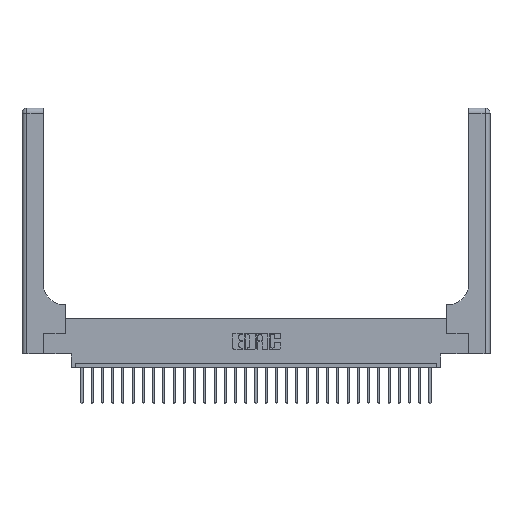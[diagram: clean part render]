
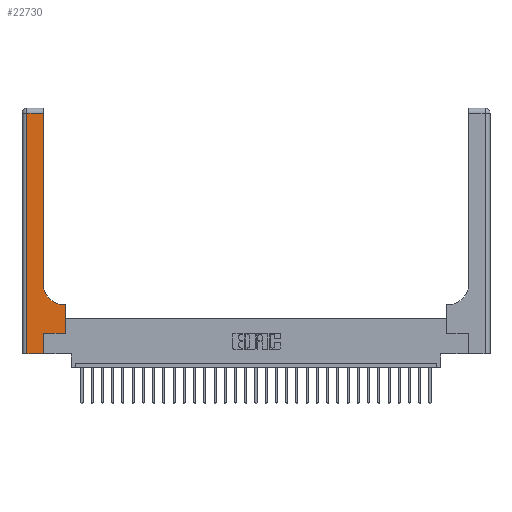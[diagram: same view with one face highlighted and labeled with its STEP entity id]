
A CAD part, top view. The second image highlights one B-rep face of the part: STEP entity #22730.
In plain terms, the highlighted planar face has unit normal (0, 0, 1).
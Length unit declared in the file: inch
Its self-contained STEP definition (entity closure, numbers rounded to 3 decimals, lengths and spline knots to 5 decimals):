
#122 = EDGE_CURVE ( 'NONE', #3031, #2402, #27943, .T. ) ;
#258 = ORIENTED_EDGE ( 'NONE', *, *, #122, .T. ) ;
#491 = LINE ( 'NONE', #5684, #15077 ) ;
#901 = DIRECTION ( 'NONE',  ( 0., -1., 0. ) ) ;
#1461 = CARTESIAN_POINT ( 'NONE',  ( 0.528, 0.6, 0.37 ) ) ;
#2041 = ORIENTED_EDGE ( 'NONE', *, *, #22895, .T. ) ;
#2402 = VERTEX_POINT ( 'NONE', #5717 ) ;
#2645 = VERTEX_POINT ( 'NONE', #9967 ) ;
#2845 = CARTESIAN_POINT ( 'NONE',  ( 0.528, 0.25, 0.37 ) ) ;
#3031 = VERTEX_POINT ( 'NONE', #10529 ) ;
#3062 = EDGE_CURVE ( 'NONE', #23460, #14925, #17800, .T. ) ;
#3670 = ORIENTED_EDGE ( 'NONE', *, *, #4391, .T. ) ;
#3691 = CARTESIAN_POINT ( 'NONE',  ( 0.26, 2.94, 0.37 ) ) ;
#4391 = EDGE_CURVE ( 'NONE', #9553, #23460, #15016, .T. ) ;
#4689 = ORIENTED_EDGE ( 'NONE', *, *, #24036, .T. ) ;
#5034 = DIRECTION ( 'NONE',  ( 0., 1., 0. ) ) ;
#5542 = CARTESIAN_POINT ( 'NONE',  ( 0.265, 0., 0.37 ) ) ;
#5684 = CARTESIAN_POINT ( 'NONE',  ( 0.26, 3., 0.37 ) ) ;
#5717 = CARTESIAN_POINT ( 'NONE',  ( 0.26, 0.85, 0.37 ) ) ;
#6087 = DIRECTION ( 'NONE',  ( -1., 0., 0. ) ) ;
#6505 = EDGE_CURVE ( 'NONE', #19326, #9553, #18929, .T. ) ;
#6579 = VERTEX_POINT ( 'NONE', #1461 ) ;
#6877 = EDGE_LOOP ( 'NONE', ( #8312, #16515, #3670, #7604, #25865, #4689, #10580, #2041, #258 ) ) ;
#7604 = ORIENTED_EDGE ( 'NONE', *, *, #3062, .T. ) ;
#7722 = DIRECTION ( 'NONE',  ( 0., 1., 0. ) ) ;
#8312 = ORIENTED_EDGE ( 'NONE', *, *, #9289, .T. ) ;
#8519 = EDGE_CURVE ( 'NONE', #14925, #26505, #26602, .T. ) ;
#8823 = CARTESIAN_POINT ( 'NONE',  ( 0.06, 0., 0.37 ) ) ;
#9289 = EDGE_CURVE ( 'NONE', #2402, #19326, #491, .T. ) ;
#9294 = FACE_OUTER_BOUND ( 'NONE', #6877, .T. ) ;
#9506 = DIRECTION ( 'NONE',  ( 1., 0., 0. ) ) ;
#9553 = VERTEX_POINT ( 'NONE', #10956 ) ;
#9636 = CARTESIAN_POINT ( 'NONE',  ( 0.06, 3., 0.37 ) ) ;
#9869 = CARTESIAN_POINT ( 'NONE',  ( 0.51, 0.85, 0.37 ) ) ;
#9967 = CARTESIAN_POINT ( 'NONE',  ( 0.528, 0.25, 0.37 ) ) ;
#9971 = AXIS2_PLACEMENT_3D ( 'NONE', #9869, #15825, #9506 ) ;
#10126 = EDGE_CURVE ( 'NONE', #2645, #6579, #20087, .T. ) ;
#10529 = CARTESIAN_POINT ( 'NONE',  ( 0.51, 0.6, 0.37 ) ) ;
#10580 = ORIENTED_EDGE ( 'NONE', *, *, #10126, .T. ) ;
#10956 = CARTESIAN_POINT ( 'NONE',  ( 0.06, 2.94, 0.37 ) ) ;
#11210 = LINE ( 'NONE', #25979, #25763 ) ;
#11320 = CARTESIAN_POINT ( 'NONE',  ( 0.265, 0.25, 0.37 ) ) ;
#11838 = CARTESIAN_POINT ( 'NONE',  ( 0.265, 0., 0.37 ) ) ;
#12038 = DIRECTION ( 'NONE',  ( 0., 0., -1. ) ) ;
#12327 = DIRECTION ( 'NONE',  ( -1., 0., 0. ) ) ;
#13757 = VECTOR ( 'NONE', #7722, 39.37008 ) ;
#14125 = DIRECTION ( 'NONE',  ( 0., 1., 0. ) ) ;
#14633 = CARTESIAN_POINT ( 'NONE',  ( 0., 3., 0.37 ) ) ;
#14925 = VERTEX_POINT ( 'NONE', #11838 ) ;
#14998 = DIRECTION ( 'NONE',  ( -1., 0., 0. ) ) ;
#15016 = LINE ( 'NONE', #9636, #22442 ) ;
#15077 = VECTOR ( 'NONE', #14125, 39.37008 ) ;
#15765 = VECTOR ( 'NONE', #21559, 39.37008 ) ;
#15825 = DIRECTION ( 'NONE',  ( 0., 0., -1. ) ) ;
#16515 = ORIENTED_EDGE ( 'NONE', *, *, #6505, .T. ) ;
#16691 = PLANE ( 'NONE',  #18105 ) ;
#17586 = VECTOR ( 'NONE', #6087, 39.37008 ) ;
#17800 = LINE ( 'NONE', #20059, #15765 ) ;
#18105 = AXIS2_PLACEMENT_3D ( 'NONE', #14633, #12038, #12327 ) ;
#18929 = LINE ( 'NONE', #19053, #17586 ) ;
#19053 = CARTESIAN_POINT ( 'NONE',  ( 0., 2.94, 0.37 ) ) ;
#19326 = VERTEX_POINT ( 'NONE', #3691 ) ;
#19735 = VECTOR ( 'NONE', #14998, 39.37008 ) ;
#20059 = CARTESIAN_POINT ( 'NONE',  ( 0., 0., 0.37 ) ) ;
#20087 = LINE ( 'NONE', #2845, #24503 ) ;
#21559 = DIRECTION ( 'NONE',  ( 1., 0., 0. ) ) ;
#22442 = VECTOR ( 'NONE', #901, 39.37008 ) ;
#22730 = ADVANCED_FACE ( 'NONE', ( #9294 ), #16691, .F. ) ;
#22895 = EDGE_CURVE ( 'NONE', #6579, #3031, #25140, .T. ) ;
#23460 = VERTEX_POINT ( 'NONE', #8823 ) ;
#24036 = EDGE_CURVE ( 'NONE', #26505, #2645, #11210, .T. ) ;
#24503 = VECTOR ( 'NONE', #5034, 39.37008 ) ;
#25140 = LINE ( 'NONE', #25752, #19735 ) ;
#25752 = CARTESIAN_POINT ( 'NONE',  ( 0.26, 0.6, 0.37 ) ) ;
#25763 = VECTOR ( 'NONE', #27754, 39.37008 ) ;
#25865 = ORIENTED_EDGE ( 'NONE', *, *, #8519, .T. ) ;
#25979 = CARTESIAN_POINT ( 'NONE',  ( 0.265, 0.25, 0.37 ) ) ;
#26505 = VERTEX_POINT ( 'NONE', #11320 ) ;
#26602 = LINE ( 'NONE', #5542, #13757 ) ;
#27754 = DIRECTION ( 'NONE',  ( 1., 0., 0. ) ) ;
#27943 = CIRCLE ( 'NONE', #9971, 0.25 ) ;
